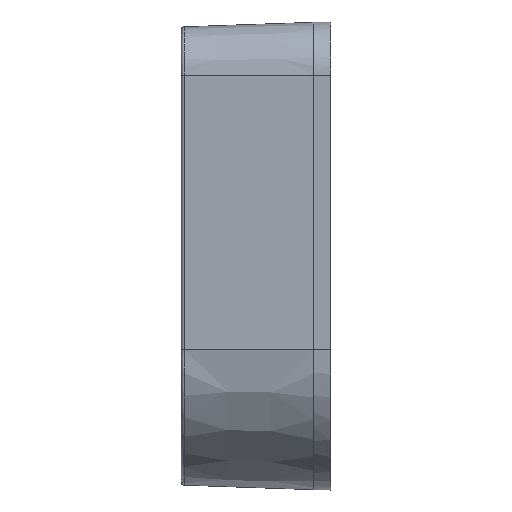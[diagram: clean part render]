
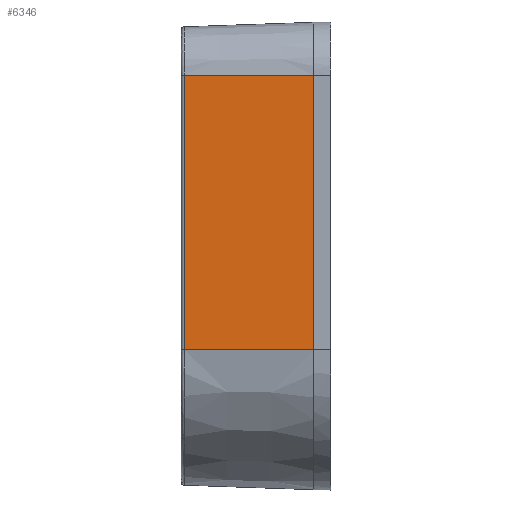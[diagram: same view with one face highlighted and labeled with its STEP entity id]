
A CAD part, left-side view. The second image highlights one B-rep face of the part: STEP entity #6346.
In plain terms, the highlighted planar face has unit normal (-0.999, 0.035, 0).
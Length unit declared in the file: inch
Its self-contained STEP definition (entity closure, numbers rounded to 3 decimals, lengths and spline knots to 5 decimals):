
#254 = AXIS2_PLACEMENT_3D ( 'NONE', #34531, #30272, #25670 ) ;
#1560 = CARTESIAN_POINT ( 'NONE',  ( -0.59032, 0.63852, 1.195 ) ) ;
#2277 = CARTESIAN_POINT ( 'NONE',  ( -0.61, 0.075, 1.195 ) ) ;
#3784 = VECTOR ( 'NONE', #44458, 39.37008 ) ;
#5546 = CARTESIAN_POINT ( 'NONE',  ( -0.61, 0.075, 1.195 ) ) ;
#5763 = DIRECTION ( 'NONE',  ( 0.035, 0.999, 0. ) ) ;
#6346 = ADVANCED_FACE ( 'NONE', ( #26123 ), #38180, .T. ) ;
#6357 = CARTESIAN_POINT ( 'NONE',  ( -0.61, 0.075, 0. ) ) ;
#10896 = CARTESIAN_POINT ( 'NONE',  ( -0.59032, 0.63852, 1.195 ) ) ;
#16208 = VECTOR ( 'NONE', #5763, 39.37008 ) ;
#16464 = ORIENTED_EDGE ( 'NONE', *, *, #31296, .T. ) ;
#19108 = LINE ( 'NONE', #6357, #16208 ) ;
#19621 = LINE ( 'NONE', #5546, #47720 ) ;
#20399 = DIRECTION ( 'NONE',  ( 0., 0., 1. ) ) ;
#20700 = VERTEX_POINT ( 'NONE', #31732 ) ;
#21373 = CARTESIAN_POINT ( 'NONE',  ( -0.61, 0.075, 1.195 ) ) ;
#22542 = VERTEX_POINT ( 'NONE', #21373 ) ;
#24409 = ORIENTED_EDGE ( 'NONE', *, *, #43101, .T. ) ;
#25670 = DIRECTION ( 'NONE',  ( -0.035, -0.999, 0. ) ) ;
#25812 = EDGE_LOOP ( 'NONE', ( #56876, #16464, #24409, #45088 ) ) ;
#26123 = FACE_OUTER_BOUND ( 'NONE', #25812, .T. ) ;
#28147 = DIRECTION ( 'NONE',  ( 0., 0., 1. ) ) ;
#30272 = DIRECTION ( 'NONE',  ( -0.999, 0.035, 0. ) ) ;
#30499 = LINE ( 'NONE', #2277, #3784 ) ;
#31296 = EDGE_CURVE ( 'NONE', #51146, #22542, #19621, .T. ) ;
#31732 = CARTESIAN_POINT ( 'NONE',  ( -0.59032, 0.63852, 0. ) ) ;
#34340 = EDGE_CURVE ( 'NONE', #20700, #48874, #43300, .T. ) ;
#34531 = CARTESIAN_POINT ( 'NONE',  ( -0.61, 0.075, 1.195 ) ) ;
#38180 = PLANE ( 'NONE',  #254 ) ;
#42534 = VECTOR ( 'NONE', #20399, 39.37008 ) ;
#43101 = EDGE_CURVE ( 'NONE', #22542, #48874, #30499, .T. ) ;
#43300 = LINE ( 'NONE', #10896, #42534 ) ;
#44458 = DIRECTION ( 'NONE',  ( 0.035, 0.999, 0. ) ) ;
#45088 = ORIENTED_EDGE ( 'NONE', *, *, #34340, .F. ) ;
#47720 = VECTOR ( 'NONE', #28147, 39.37008 ) ;
#48874 = VERTEX_POINT ( 'NONE', #1560 ) ;
#51146 = VERTEX_POINT ( 'NONE', #59121 ) ;
#54802 = EDGE_CURVE ( 'NONE', #51146, #20700, #19108, .T. ) ;
#56876 = ORIENTED_EDGE ( 'NONE', *, *, #54802, .F. ) ;
#59121 = CARTESIAN_POINT ( 'NONE',  ( -0.61, 0.075, 0. ) ) ;
